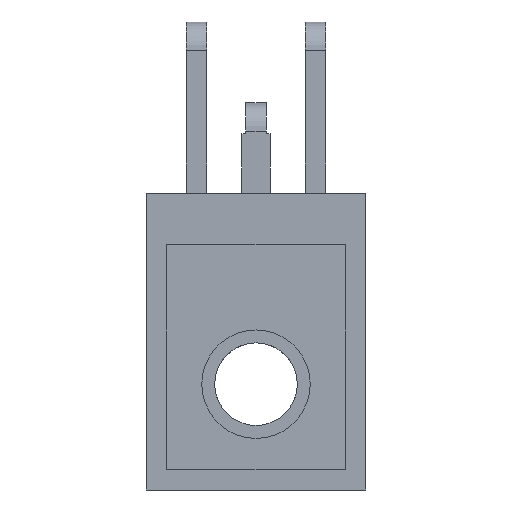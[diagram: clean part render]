
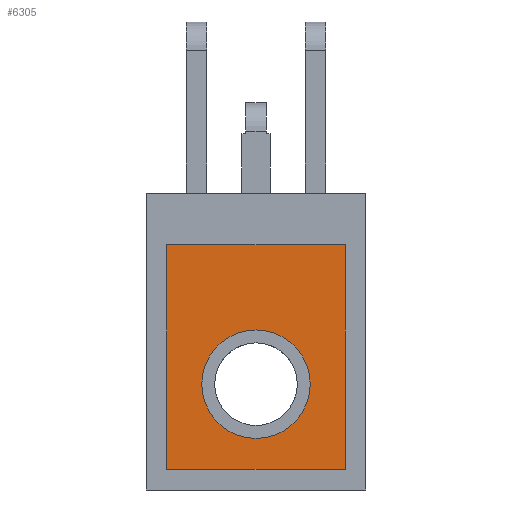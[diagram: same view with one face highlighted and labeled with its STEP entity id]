
A CAD part, front view. The second image highlights one B-rep face of the part: STEP entity #6305.
In plain terms, the highlighted planar face has unit normal (0, -1, 0).
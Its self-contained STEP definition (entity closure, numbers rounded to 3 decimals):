
#115 = CARTESIAN_POINT ( 'NONE',  ( -3.45, -0.02, -2. ) ) ;
#163 = DIRECTION ( 'NONE',  ( 0., 0., -1. ) ) ;
#167 = CARTESIAN_POINT ( 'NONE',  ( -3.45, -0.02, -2. ) ) ;
#170 = LINE ( 'NONE', #1622, #6073 ) ;
#468 = AXIS2_PLACEMENT_3D ( 'NONE', #7984, #4904, #6473 ) ;
#499 = ORIENTED_EDGE ( 'NONE', *, *, #4916, .F. ) ;
#1175 = DIRECTION ( 'NONE',  ( 0., 0., -1. ) ) ;
#1366 = EDGE_CURVE ( 'NONE', #7025, #8466, #9569, .T. ) ;
#1622 = CARTESIAN_POINT ( 'NONE',  ( 3.45, -0.02, -2. ) ) ;
#2337 = CARTESIAN_POINT ( 'NONE',  ( 3.45, -0.02, -10.7 ) ) ;
#2566 = ORIENTED_EDGE ( 'NONE', *, *, #4464, .T. ) ;
#2755 = VERTEX_POINT ( 'NONE', #5323 ) ;
#2769 = FACE_OUTER_BOUND ( 'NONE', #4001, .T. ) ;
#2793 = PLANE ( 'NONE',  #7918 ) ;
#3424 = VERTEX_POINT ( 'NONE', #9446 ) ;
#3483 = CARTESIAN_POINT ( 'NONE',  ( 3.45, -0.02, -2. ) ) ;
#4001 = EDGE_LOOP ( 'NONE', ( #5909, #499, #4099, #8429 ) ) ;
#4099 = ORIENTED_EDGE ( 'NONE', *, *, #6031, .F. ) ;
#4464 = EDGE_CURVE ( 'NONE', #9198, #2755, #7744, .T. ) ;
#4748 = FACE_BOUND ( 'NONE', #4940, .T. ) ;
#4904 = DIRECTION ( 'NONE',  ( 0., 1., 0. ) ) ;
#4916 = EDGE_CURVE ( 'NONE', #5155, #3424, #7363, .T. ) ;
#4940 = EDGE_LOOP ( 'NONE', ( #8191, #2566 ) ) ;
#5018 = CARTESIAN_POINT ( 'NONE',  ( 0., -0.02, 0. ) ) ;
#5023 = DIRECTION ( 'NONE',  ( -1., 0., 0. ) ) ;
#5086 = AXIS2_PLACEMENT_3D ( 'NONE', #7674, #5485, #7695 ) ;
#5154 = VECTOR ( 'NONE', #6965, 1000. ) ;
#5155 = VERTEX_POINT ( 'NONE', #3483 ) ;
#5323 = CARTESIAN_POINT ( 'NONE',  ( 0., -0.02, -9.5 ) ) ;
#5485 = DIRECTION ( 'NONE',  ( 0., 1., 0. ) ) ;
#5520 = EDGE_CURVE ( 'NONE', #2755, #9198, #9685, .T. ) ;
#5531 = VECTOR ( 'NONE', #5023, 1000. ) ;
#5909 = ORIENTED_EDGE ( 'NONE', *, *, #7566, .F. ) ;
#6031 = EDGE_CURVE ( 'NONE', #8466, #5155, #170, .T. ) ;
#6073 = VECTOR ( 'NONE', #7734, 1000. ) ;
#6305 = ADVANCED_FACE ( 'NONE', ( #4748, #2769 ), #2793, .T. ) ;
#6473 = DIRECTION ( 'NONE',  ( 0., 0., -1. ) ) ;
#6965 = DIRECTION ( 'NONE',  ( 0., 0., 1. ) ) ;
#7025 = VERTEX_POINT ( 'NONE', #9574 ) ;
#7363 = LINE ( 'NONE', #2337, #9026 ) ;
#7566 = EDGE_CURVE ( 'NONE', #3424, #7025, #7574, .T. ) ;
#7574 = LINE ( 'NONE', #9626, #5531 ) ;
#7674 = CARTESIAN_POINT ( 'NONE',  ( 0., -0.02, -7.4 ) ) ;
#7695 = DIRECTION ( 'NONE',  ( 0., 0., -1. ) ) ;
#7734 = DIRECTION ( 'NONE',  ( 1., 0., 0. ) ) ;
#7744 = CIRCLE ( 'NONE', #468, 2.1 ) ;
#7918 = AXIS2_PLACEMENT_3D ( 'NONE', #5018, #8100, #1175 ) ;
#7984 = CARTESIAN_POINT ( 'NONE',  ( 0., -0.02, -7.4 ) ) ;
#8100 = DIRECTION ( 'NONE',  ( 0., -1., 0. ) ) ;
#8191 = ORIENTED_EDGE ( 'NONE', *, *, #5520, .T. ) ;
#8429 = ORIENTED_EDGE ( 'NONE', *, *, #1366, .F. ) ;
#8466 = VERTEX_POINT ( 'NONE', #115 ) ;
#8491 = CARTESIAN_POINT ( 'NONE',  ( 0., -0.02, -5.3 ) ) ;
#9026 = VECTOR ( 'NONE', #163, 1000. ) ;
#9198 = VERTEX_POINT ( 'NONE', #8491 ) ;
#9446 = CARTESIAN_POINT ( 'NONE',  ( 3.45, -0.02, -10.7 ) ) ;
#9569 = LINE ( 'NONE', #167, #5154 ) ;
#9574 = CARTESIAN_POINT ( 'NONE',  ( -3.45, -0.02, -10.7 ) ) ;
#9626 = CARTESIAN_POINT ( 'NONE',  ( -3.45, -0.02, -10.7 ) ) ;
#9685 = CIRCLE ( 'NONE', #5086, 2.1 ) ;
